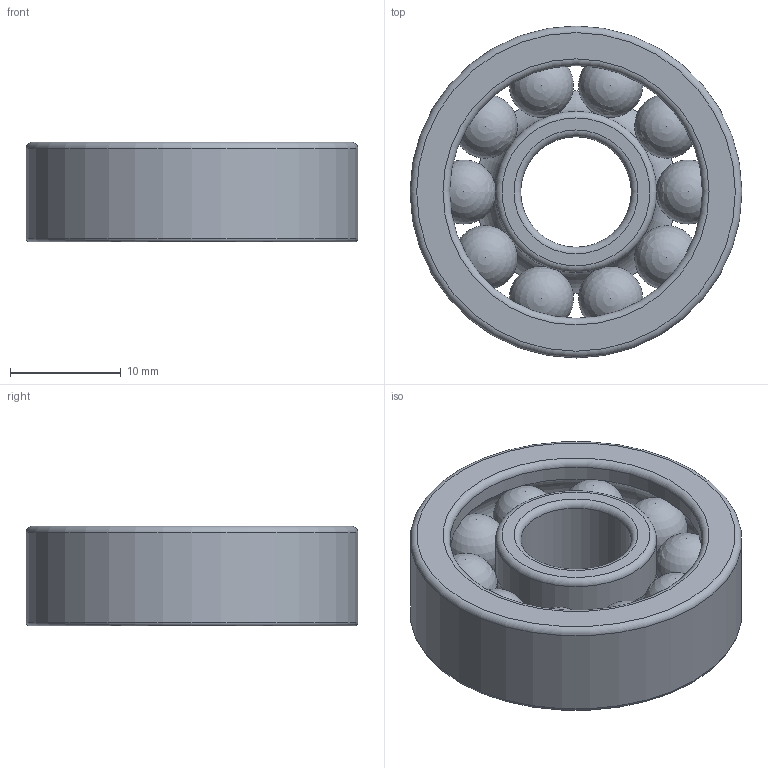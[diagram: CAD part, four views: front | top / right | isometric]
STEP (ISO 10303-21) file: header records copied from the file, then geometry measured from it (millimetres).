
FILE_DESCRIPTION(('FreeCAD Model'),'2;1');
FILE_NAME('DIN628_AngBallBearing_10-30 - 9_Typ7200.step', '2020-09-15T12:37:41',('Author'),(''), 'Open CASCADE STEP processor 7.3','FreeCAD','Unknown');
FILE_SCHEMA(('AUTOMOTIVE_DESIGN { 1 0 10303 214 1 1 1 1 }'));
Length unit declared in the file: millimetre
Products named in the file (4): DIN628_AngBallBearing_10-30_-_9_Typ7200; InnerRing; OuterRing; BallArray
Assembly tree (3 placements, depth 2):
  DIN628_AngBallBearing_10-30_-_9_Typ7200
    InnerRing
    OuterRing
    BallArray
Bounding box: 30 x 30 x 9 mm (x, y, z)
Volume: 4008.8 mm3; surface area: 4108.3 mm2
Topology: 12 solids, 12 shells, 29 faces, 104 edges, 179 vertices
Faces by surface type: sphere 10, torus 9, cylinder 6, plane 4
Full cylindrical faces by diameter (mm): 10 x1, 14.57 x1, 18.3 x1, 22.85 x1, 25.43 x1, 30 x1
Entity records: 1621 total; most frequent: CARTESIAN_POINT 696, DIRECTION 168, AXIS2_PLACEMENT_3D 81, ORIENTED_EDGE 68, CIRCLE 48, GEOMETRIC_CURVE_SET 41, EDGE_CURVE 34, FACE_BOUND 33
